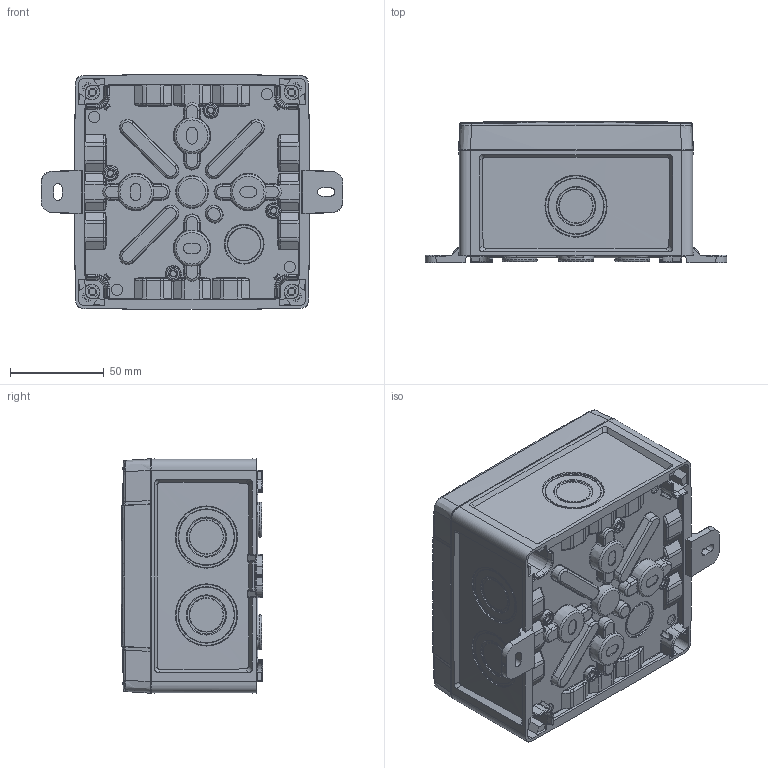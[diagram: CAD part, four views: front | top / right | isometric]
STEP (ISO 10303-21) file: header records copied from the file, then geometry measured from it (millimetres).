
FILE_DESCRIPTION(/* description */ ('STEP AP214'),/* implementation_level */ '2;1');
FILE_NAME(/* name */ '40640101',/* time_stamp */ '2024-12-06T18:52:27+01:00',/* author */ ('License CC BY-ND 4.0'),/* organization */ ('CADENAS'),/* preprocessor_version */ 'ST-DEVELOPER v19.3',/* originating_system */ 'PARTsolutions',/* authorisation */ ' ');
FILE_SCHEMA (('AUTOMOTIVE_DESIGN {1 0 10303 214 3 1 1}'));
Length unit declared in the file: millimetre
Products named in the file (4): 40640101; 40640101_PART1; 40640101_PART2; 40640101_PART3
Assembly tree (6 placements, depth 2):
  40640101
    40640101_PART1  x4
    40640101_PART2
    40640101_PART3
Bounding box: 160.94 x 75.3 x 124.97 mm (x, y, z)
Volume: 233425.2 mm3; surface area: 183102.5 mm2
Topology: 6 solids, 6 shells, 3335 faces, 8165 edges, 4928 vertices
Faces by surface type: plane 1074, cylinder 772, bspline 673, cone 383, torus 331, sphere 102
Full cylindrical faces by diameter (mm): 1 x4, 1.5 x2, 2.2 x4, 3.2 x4, 3.4 x4, 3.56 x4, 4 x8, 5 x4, 6 x8, 14 x4
Entity records: 129934 total; most frequent: CARTESIAN_POINT 61274, ORIENTED_EDGE 14924, DIRECTION 13378, EDGE_CURVE 7462, AXIS2_PLACEMENT_3D 5265, VERTEX_POINT 4536, FACE_BOUND 3444, EDGE_LOOP 3443
